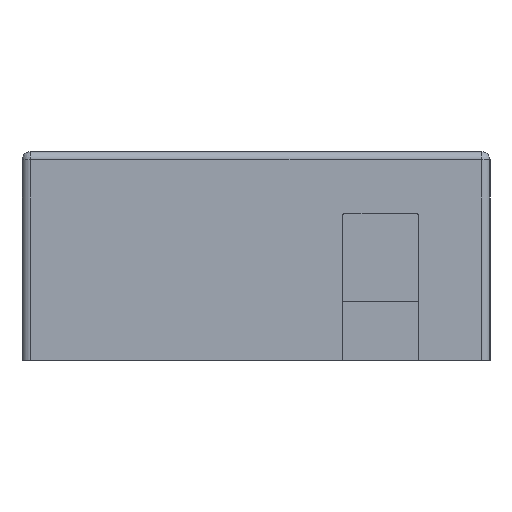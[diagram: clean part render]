
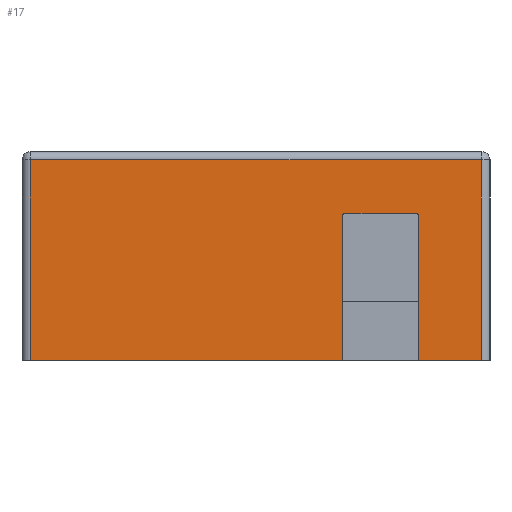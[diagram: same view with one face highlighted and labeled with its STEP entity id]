
A CAD part, left-side view. The second image highlights one B-rep face of the part: STEP entity #17.
In plain terms, the highlighted planar face has unit normal (-1, 0, 0).
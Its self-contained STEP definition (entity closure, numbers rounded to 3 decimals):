
#17 = ADVANCED_FACE('',(#18),#102,.F.);
#18 = FACE_BOUND('',#19,.F.);
#19 = EDGE_LOOP('',(#20,#30,#38,#46,#55,#63,#72,#80,#88,#96));
#20 = ORIENTED_EDGE('',*,*,#21,.F.);
#21 = EDGE_CURVE('',#22,#24,#26,.T.);
#22 = VERTEX_POINT('',#23);
#23 = CARTESIAN_POINT('',(-3.,-51.97,0.));
#24 = VERTEX_POINT('',#25);
#25 = CARTESIAN_POINT('',(-3.,-51.97,24.));
#26 = LINE('',#27,#28);
#27 = CARTESIAN_POINT('',(-3.,-51.97,0.));
#28 = VECTOR('',#29,1.);
#29 = DIRECTION('',(0.,0.,1.));
#30 = ORIENTED_EDGE('',*,*,#31,.F.);
#31 = EDGE_CURVE('',#32,#22,#34,.T.);
#32 = VERTEX_POINT('',#33);
#33 = CARTESIAN_POINT('',(-3.,-44.442,0.));
#34 = LINE('',#35,#36);
#35 = CARTESIAN_POINT('',(-3.,1.986,0.));
#36 = VECTOR('',#37,1.);
#37 = DIRECTION('',(0.,-1.,0.));
#38 = ORIENTED_EDGE('',*,*,#39,.T.);
#39 = EDGE_CURVE('',#32,#40,#42,.T.);
#40 = VERTEX_POINT('',#41);
#41 = CARTESIAN_POINT('',(-3.,-44.442,17.4));
#42 = LINE('',#43,#44);
#43 = CARTESIAN_POINT('',(-3.,-44.442,0.));
#44 = VECTOR('',#45,1.);
#45 = DIRECTION('',(0.,0.,1.));
#46 = ORIENTED_EDGE('',*,*,#47,.T.);
#47 = EDGE_CURVE('',#40,#48,#50,.T.);
#48 = VERTEX_POINT('',#49);
#49 = CARTESIAN_POINT('',(-3.,-44.316,17.526));
#50 = CIRCLE('',#51,0.126);
#51 = AXIS2_PLACEMENT_3D('',#52,#53,#54);
#52 = CARTESIAN_POINT('',(-3.,-44.316,17.4));
#53 = DIRECTION('',(-1.,0.,0.));
#54 = DIRECTION('',(0.,-1.,0.));
#55 = ORIENTED_EDGE('',*,*,#56,.T.);
#56 = EDGE_CURVE('',#48,#57,#59,.T.);
#57 = VERTEX_POINT('',#58);
#58 = CARTESIAN_POINT('',(-3.,-35.513,17.526));
#59 = LINE('',#60,#61);
#60 = CARTESIAN_POINT('',(-3.,-44.316,17.526));
#61 = VECTOR('',#62,1.);
#62 = DIRECTION('',(0.,1.,0.));
#63 = ORIENTED_EDGE('',*,*,#64,.T.);
#64 = EDGE_CURVE('',#57,#65,#67,.T.);
#65 = VERTEX_POINT('',#66);
#66 = CARTESIAN_POINT('',(-3.,-35.388,17.401));
#67 = CIRCLE('',#68,0.125);
#68 = AXIS2_PLACEMENT_3D('',#69,#70,#71);
#69 = CARTESIAN_POINT('',(-3.,-35.513,17.401));
#70 = DIRECTION('',(-1.,0.,0.));
#71 = DIRECTION('',(0.,-1.,0.));
#72 = ORIENTED_EDGE('',*,*,#73,.T.);
#73 = EDGE_CURVE('',#65,#74,#76,.T.);
#74 = VERTEX_POINT('',#75);
#75 = CARTESIAN_POINT('',(-3.,-35.388,0.));
#76 = LINE('',#77,#78);
#77 = CARTESIAN_POINT('',(-3.,-35.388,17.401));
#78 = VECTOR('',#79,1.);
#79 = DIRECTION('',(0.,0.,-1.));
#80 = ORIENTED_EDGE('',*,*,#81,.F.);
#81 = EDGE_CURVE('',#82,#74,#84,.T.);
#82 = VERTEX_POINT('',#83);
#83 = CARTESIAN_POINT('',(-3.,1.986,0.));
#84 = LINE('',#85,#86);
#85 = CARTESIAN_POINT('',(-3.,1.986,0.));
#86 = VECTOR('',#87,1.);
#87 = DIRECTION('',(0.,-1.,0.));
#88 = ORIENTED_EDGE('',*,*,#89,.T.);
#89 = EDGE_CURVE('',#82,#90,#92,.T.);
#90 = VERTEX_POINT('',#91);
#91 = CARTESIAN_POINT('',(-3.,1.986,24.));
#92 = LINE('',#93,#94);
#93 = CARTESIAN_POINT('',(-3.,1.986,0.));
#94 = VECTOR('',#95,1.);
#95 = DIRECTION('',(0.,0.,1.));
#96 = ORIENTED_EDGE('',*,*,#97,.T.);
#97 = EDGE_CURVE('',#90,#24,#98,.T.);
#98 = LINE('',#99,#100);
#99 = CARTESIAN_POINT('',(-3.,1.986,24.));
#100 = VECTOR('',#101,1.);
#101 = DIRECTION('',(0.,-1.,0.));
#102 = PLANE('',#103);
#103 = AXIS2_PLACEMENT_3D('',#104,#105,#106);
#104 = CARTESIAN_POINT('',(-3.,1.986,0.));
#105 = DIRECTION('',(1.,0.,0.));
#106 = DIRECTION('',(0.,-1.,0.));
